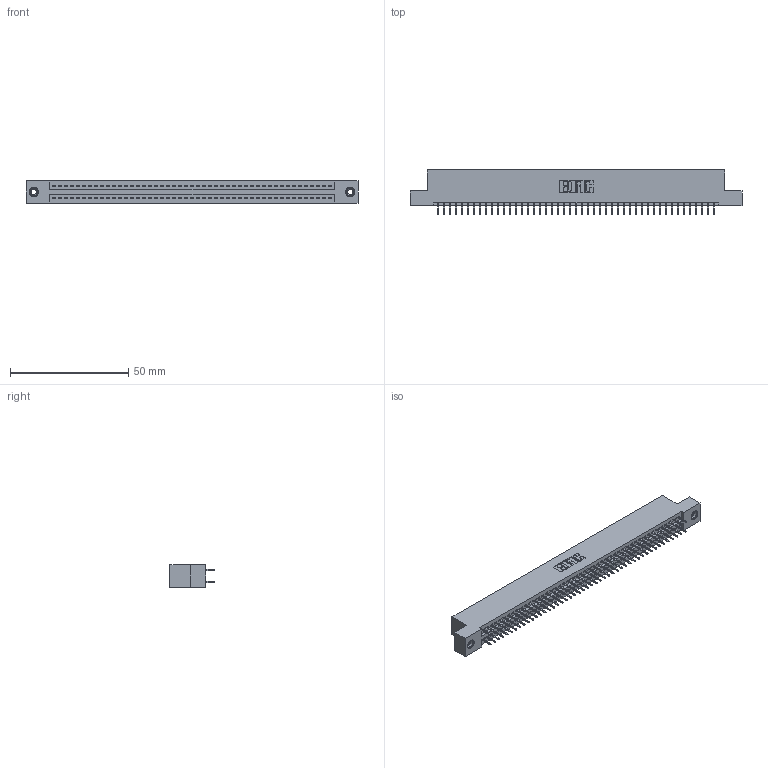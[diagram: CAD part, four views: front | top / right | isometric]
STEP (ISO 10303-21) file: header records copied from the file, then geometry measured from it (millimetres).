
FILE_DESCRIPTION (( 'STEP AP203' ), '1' );
FILE_NAME ('395-094-525-208.STEP', '2020-09-25T14:31:33', ( '' ), ( '' ), 'SwSTEP 2.0', 'SolidWorks 2020', '' );
FILE_SCHEMA (( 'CONFIG_CONTROL_DESIGN' ));
Length unit declared in the file: inch
Products named in the file (4): 345-292-001_345-293-125; 345 Part_Flush Mounting Lugs - 0.156 Dia-TI; 345-250-001_345-250-003-102; 395-094-525-208
Assembly tree (97 placements, depth 2):
  395-094-525-208
    345 Part_Flush Mounting Lugs - 0.156 Dia-TI
    345-292-001_345-293-125  x94
    345-250-001_345-250-003-102  x2
Bounding box: 140.59 x 18.72 x 9.4 mm (x, y, z)
Volume: 13542.1 mm3; surface area: 19661.6 mm2
Topology: 97 solids, 97 shells, 5262 faces, 14859 edges, 9522 vertices
Faces by surface type: plane 3778, cylinder 1468, cone 12, torus 4
Entity records: 37464 total; most frequent: CARTESIAN_POINT 6255, ORIENTED_EDGE 6182, DIRECTION 5537, EDGE_CURVE 3091, VECTOR 2755, LINE 2755, VERTEX_POINT 2052, AXIS2_PLACEMENT_3D 1391
